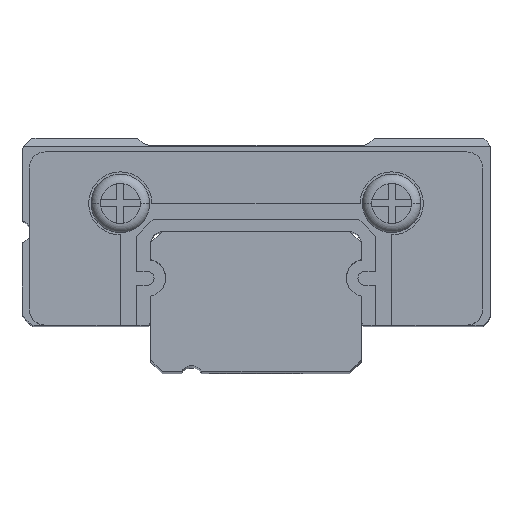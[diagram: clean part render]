
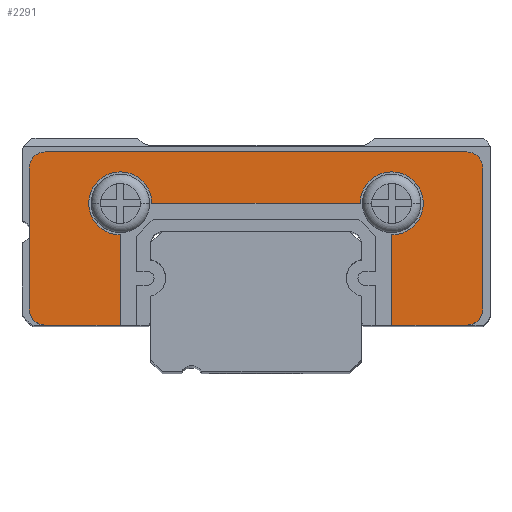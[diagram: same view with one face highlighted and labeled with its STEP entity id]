
A CAD part, top view. The second image highlights one B-rep face of the part: STEP entity #2291.
In plain terms, the highlighted planar face has unit normal (0, 0, 1).
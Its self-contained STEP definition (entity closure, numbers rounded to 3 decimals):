
#109 = VECTOR ( 'NONE', #3428, 1000. ) ;
#178 = CARTESIAN_POINT ( 'NONE',  ( -9., 3.4, 20.05 ) ) ;
#201 = CARTESIAN_POINT ( 'NONE',  ( 9.7, -3.3, 20.05 ) ) ;
#220 = LINE ( 'NONE', #7549, #1710 ) ;
#290 = VECTOR ( 'NONE', #367, 1000. ) ;
#367 = DIRECTION ( 'NONE',  ( 1., 0., 0. ) ) ;
#668 = VERTEX_POINT ( 'NONE', #2099 ) ;
#741 = LINE ( 'NONE', #178, #7134 ) ;
#744 = EDGE_CURVE ( 'NONE', #5627, #7591, #4708, .T. ) ;
#803 = AXIS2_PLACEMENT_3D ( 'NONE', #2877, #2256, #4738 ) ;
#1018 = VERTEX_POINT ( 'NONE', #6820 ) ;
#1189 = AXIS2_PLACEMENT_3D ( 'NONE', #6166, #6128, #2365 ) ;
#1307 = CIRCLE ( 'NONE', #5816, 0.7 ) ;
#1367 = CARTESIAN_POINT ( 'NONE',  ( 4.45, 1.2, 20.05 ) ) ;
#1371 = ORIENTED_EDGE ( 'NONE', *, *, #744, .F. ) ;
#1390 = EDGE_CURVE ( 'NONE', #668, #3074, #2818, .T. ) ;
#1412 = CARTESIAN_POINT ( 'NONE',  ( -4.45, 1.2, 20.05 ) ) ;
#1482 = CARTESIAN_POINT ( 'NONE',  ( 5.8, 1.2, 20.05 ) ) ;
#1528 = CARTESIAN_POINT ( 'NONE',  ( 4.9, -3.75, 20.05 ) ) ;
#1594 = CARTESIAN_POINT ( 'NONE',  ( -9.7, -3.3, 20.05 ) ) ;
#1609 = CIRCLE ( 'NONE', #1189, 0.7 ) ;
#1664 = CARTESIAN_POINT ( 'NONE',  ( -9., 3.4, 20.05 ) ) ;
#1710 = VECTOR ( 'NONE', #2756, 1000. ) ;
#1719 = CARTESIAN_POINT ( 'NONE',  ( 9.7, 2.7, 20.05 ) ) ;
#1743 = DIRECTION ( 'NONE',  ( 1., 0., 0. ) ) ;
#1833 = EDGE_CURVE ( 'NONE', #7929, #3764, #6145, .T. ) ;
#1968 = DIRECTION ( 'NONE',  ( -1., 0., 0. ) ) ;
#2015 = CARTESIAN_POINT ( 'NONE',  ( -9.7, 2.7, 20.05 ) ) ;
#2041 = DIRECTION ( 'NONE',  ( 0., 0., 1. ) ) ;
#2071 = CARTESIAN_POINT ( 'NONE',  ( -5.8, -4., 20.05 ) ) ;
#2099 = CARTESIAN_POINT ( 'NONE',  ( 5.8, -4., 20.05 ) ) ;
#2129 = ORIENTED_EDGE ( 'NONE', *, *, #5316, .T. ) ;
#2256 = DIRECTION ( 'NONE',  ( 0., 0., 1. ) ) ;
#2291 = ADVANCED_FACE ( 'NONE', ( #7016 ), #2707, .T. ) ;
#2311 = CARTESIAN_POINT ( 'NONE',  ( -5.8, 1.2, 20.05 ) ) ;
#2313 = CARTESIAN_POINT ( 'NONE',  ( 5.8, -0.15, 20.05 ) ) ;
#2365 = DIRECTION ( 'NONE',  ( -1., 0., 0. ) ) ;
#2435 = DIRECTION ( 'NONE',  ( 1., 0., 0. ) ) ;
#2646 = EDGE_CURVE ( 'NONE', #4246, #5627, #4003, .T. ) ;
#2707 = PLANE ( 'NONE',  #7973 ) ;
#2712 = AXIS2_PLACEMENT_3D ( 'NONE', #4342, #7893, #2435 ) ;
#2756 = DIRECTION ( 'NONE',  ( 1., 0., 0. ) ) ;
#2787 = CARTESIAN_POINT ( 'NONE',  ( 4.588, -4., 20.05 ) ) ;
#2818 = LINE ( 'NONE', #2313, #6618 ) ;
#2877 = CARTESIAN_POINT ( 'NONE',  ( -9., -3.3, 20.05 ) ) ;
#2959 = EDGE_CURVE ( 'NONE', #7952, #6893, #7038, .T. ) ;
#3074 = VERTEX_POINT ( 'NONE', #6294 ) ;
#3129 = VERTEX_POINT ( 'NONE', #4560 ) ;
#3134 = CIRCLE ( 'NONE', #3643, 1.35 ) ;
#3200 = EDGE_CURVE ( 'NONE', #1018, #7929, #7337, .T. ) ;
#3368 = VECTOR ( 'NONE', #4508, 1000. ) ;
#3408 = CIRCLE ( 'NONE', #803, 0.7 ) ;
#3428 = DIRECTION ( 'NONE',  ( 0., -1., 0. ) ) ;
#3570 = VERTEX_POINT ( 'NONE', #1664 ) ;
#3622 = CARTESIAN_POINT ( 'NONE',  ( 5.8, 1.2, 20.05 ) ) ;
#3643 = AXIS2_PLACEMENT_3D ( 'NONE', #2311, #6579, #1743 ) ;
#3746 = ORIENTED_EDGE ( 'NONE', *, *, #7628, .T. ) ;
#3764 = VERTEX_POINT ( 'NONE', #1719 ) ;
#3798 = VECTOR ( 'NONE', #3895, 1000. ) ;
#3889 = ORIENTED_EDGE ( 'NONE', *, *, #3200, .T. ) ;
#3895 = DIRECTION ( 'NONE',  ( -1., 0., 0. ) ) ;
#3926 = CIRCLE ( 'NONE', #6210, 1.35 ) ;
#3946 = EDGE_CURVE ( 'NONE', #6045, #7036, #7650, .T. ) ;
#3960 = DIRECTION ( 'NONE',  ( -1., 0., 0. ) ) ;
#3968 = DIRECTION ( 'NONE',  ( 0., 0., 1. ) ) ;
#4003 = CIRCLE ( 'NONE', #4251, 1.35 ) ;
#4005 = DIRECTION ( 'NONE',  ( 1., 0., 0. ) ) ;
#4236 = DIRECTION ( 'NONE',  ( -1., 0., 0. ) ) ;
#4246 = VERTEX_POINT ( 'NONE', #6590 ) ;
#4251 = AXIS2_PLACEMENT_3D ( 'NONE', #1482, #2041, #3960 ) ;
#4342 = CARTESIAN_POINT ( 'NONE',  ( 9., -3.3, 20.05 ) ) ;
#4508 = DIRECTION ( 'NONE',  ( 0., -1., 0. ) ) ;
#4560 = CARTESIAN_POINT ( 'NONE',  ( 9., 3.4, 20.05 ) ) ;
#4626 = ORIENTED_EDGE ( 'NONE', *, *, #2959, .F. ) ;
#4632 = ORIENTED_EDGE ( 'NONE', *, *, #1833, .T. ) ;
#4672 = CARTESIAN_POINT ( 'NONE',  ( -9., 2.7, 20.05 ) ) ;
#4708 = LINE ( 'NONE', #1412, #3798 ) ;
#4738 = DIRECTION ( 'NONE',  ( -1., 0., 0. ) ) ;
#4794 = DIRECTION ( 'NONE',  ( 0., 1., 0. ) ) ;
#4807 = CARTESIAN_POINT ( 'NONE',  ( -4.45, 1.2, 20.05 ) ) ;
#5316 = EDGE_CURVE ( 'NONE', #3570, #6045, #1307, .T. ) ;
#5385 = ORIENTED_EDGE ( 'NONE', *, *, #5976, .T. ) ;
#5396 = EDGE_CURVE ( 'NONE', #7591, #7952, #3134, .T. ) ;
#5503 = VERTEX_POINT ( 'NONE', #6116 ) ;
#5627 = VERTEX_POINT ( 'NONE', #1367 ) ;
#5804 = ORIENTED_EDGE ( 'NONE', *, *, #3946, .T. ) ;
#5816 = AXIS2_PLACEMENT_3D ( 'NONE', #4672, #6504, #6945 ) ;
#5854 = VECTOR ( 'NONE', #6648, 1000. ) ;
#5976 = EDGE_CURVE ( 'NONE', #3129, #3570, #741, .T. ) ;
#6034 = ORIENTED_EDGE ( 'NONE', *, *, #5396, .F. ) ;
#6045 = VERTEX_POINT ( 'NONE', #2015 ) ;
#6059 = EDGE_LOOP ( 'NONE', ( #4626, #6034, #1371, #6845, #6274, #7641, #7216, #3889, #4632, #6200, #5385, #2129, #5804, #3746, #7962 ) ) ;
#6116 = CARTESIAN_POINT ( 'NONE',  ( -9., -4., 20.05 ) ) ;
#6128 = DIRECTION ( 'NONE',  ( 0., 0., 1. ) ) ;
#6145 = LINE ( 'NONE', #7376, #5854 ) ;
#6166 = CARTESIAN_POINT ( 'NONE',  ( 9., 2.7, 20.05 ) ) ;
#6200 = ORIENTED_EDGE ( 'NONE', *, *, #6678, .T. ) ;
#6210 = AXIS2_PLACEMENT_3D ( 'NONE', #3622, #6711, #4236 ) ;
#6274 = ORIENTED_EDGE ( 'NONE', *, *, #6310, .F. ) ;
#6294 = CARTESIAN_POINT ( 'NONE',  ( 5.8, -0.15, 20.05 ) ) ;
#6310 = EDGE_CURVE ( 'NONE', #3074, #4246, #3926, .T. ) ;
#6504 = DIRECTION ( 'NONE',  ( 0., 0., 1. ) ) ;
#6562 = EDGE_CURVE ( 'NONE', #668, #1018, #7858, .T. ) ;
#6579 = DIRECTION ( 'NONE',  ( 0., 0., 1. ) ) ;
#6590 = CARTESIAN_POINT ( 'NONE',  ( 7.15, 1.2, 20.05 ) ) ;
#6618 = VECTOR ( 'NONE', #4794, 1000. ) ;
#6648 = DIRECTION ( 'NONE',  ( 0., 1., 0. ) ) ;
#6678 = EDGE_CURVE ( 'NONE', #3764, #3129, #1609, .T. ) ;
#6711 = DIRECTION ( 'NONE',  ( 0., 0., 1. ) ) ;
#6820 = CARTESIAN_POINT ( 'NONE',  ( 9., -4., 20.05 ) ) ;
#6845 = ORIENTED_EDGE ( 'NONE', *, *, #2646, .F. ) ;
#6865 = CARTESIAN_POINT ( 'NONE',  ( -5.8, -4., 20.05 ) ) ;
#6893 = VERTEX_POINT ( 'NONE', #6865 ) ;
#6945 = DIRECTION ( 'NONE',  ( -1., 0., 0. ) ) ;
#7016 = FACE_OUTER_BOUND ( 'NONE', #6059, .T. ) ;
#7036 = VERTEX_POINT ( 'NONE', #7227 ) ;
#7038 = LINE ( 'NONE', #2071, #3368 ) ;
#7134 = VECTOR ( 'NONE', #1968, 1000. ) ;
#7216 = ORIENTED_EDGE ( 'NONE', *, *, #6562, .T. ) ;
#7227 = CARTESIAN_POINT ( 'NONE',  ( -9.7, -3.3, 20.05 ) ) ;
#7337 = CIRCLE ( 'NONE', #2712, 0.7 ) ;
#7376 = CARTESIAN_POINT ( 'NONE',  ( 9.7, -3.3, 20.05 ) ) ;
#7526 = EDGE_CURVE ( 'NONE', #5503, #6893, #220, .T. ) ;
#7530 = CARTESIAN_POINT ( 'NONE',  ( -5.8, -0.15, 20.05 ) ) ;
#7549 = CARTESIAN_POINT ( 'NONE',  ( -9., -4., 20.05 ) ) ;
#7591 = VERTEX_POINT ( 'NONE', #4807 ) ;
#7628 = EDGE_CURVE ( 'NONE', #7036, #5503, #3408, .T. ) ;
#7641 = ORIENTED_EDGE ( 'NONE', *, *, #1390, .F. ) ;
#7650 = LINE ( 'NONE', #1594, #109 ) ;
#7858 = LINE ( 'NONE', #2787, #290 ) ;
#7893 = DIRECTION ( 'NONE',  ( 0., 0., 1. ) ) ;
#7929 = VERTEX_POINT ( 'NONE', #201 ) ;
#7952 = VERTEX_POINT ( 'NONE', #7530 ) ;
#7962 = ORIENTED_EDGE ( 'NONE', *, *, #7526, .T. ) ;
#7973 = AXIS2_PLACEMENT_3D ( 'NONE', #1528, #3968, #4005 ) ;
